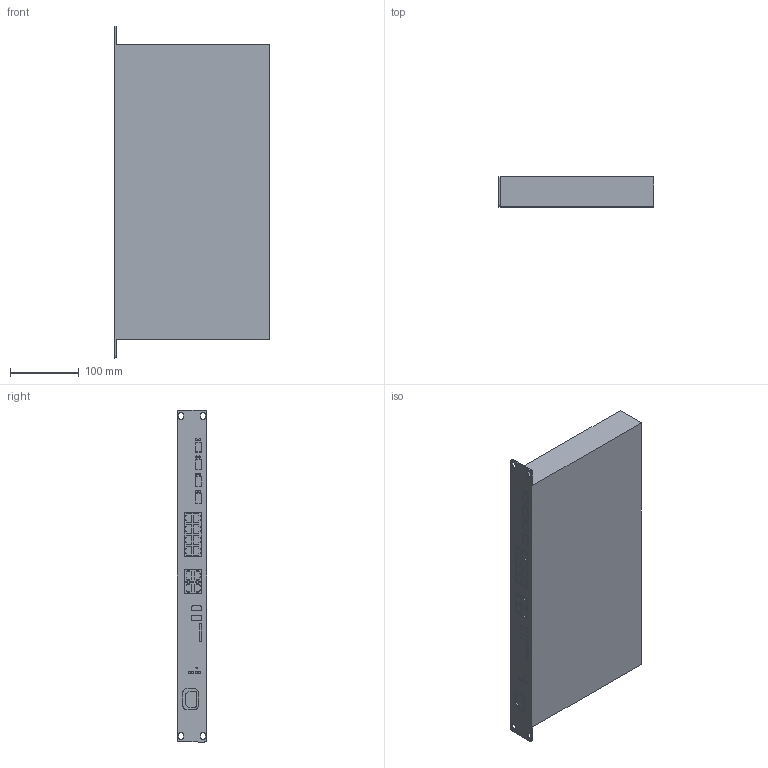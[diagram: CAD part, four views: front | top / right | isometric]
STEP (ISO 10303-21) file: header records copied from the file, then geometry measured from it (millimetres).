
FILE_DESCRIPTION (( 'STEP AP203' ), '1' );
FILE_NAME ('ESR-21.STEP', '2023-07-25T05:58:01', ( '' ), ( '' ), 'SwSTEP 2.0', 'SolidWorks 2021', '' );
FILE_SCHEMA (( 'CONFIG_CONTROL_DESIGN' ));
Length unit declared in the file: millimetre
Products named in the file (1): ESR-21
Bounding box: 226 x 43.6 x 482.6 mm (x, y, z)
Volume: 4224288.7 mm3; surface area: 256915.5 mm2
Topology: 1 solids, 1 shells, 426 faces, 1158 edges, 772 vertices
Faces by surface type: plane 350, cylinder 76
Entity records: 13387 total; most frequent: CARTESIAN_POINT 2357, ORIENTED_EDGE 2316, DIRECTION 2164, EDGE_CURVE 1158, VECTOR 1006, LINE 1006, VERTEX_POINT 772, AXIS2_PLACEMENT_3D 579
